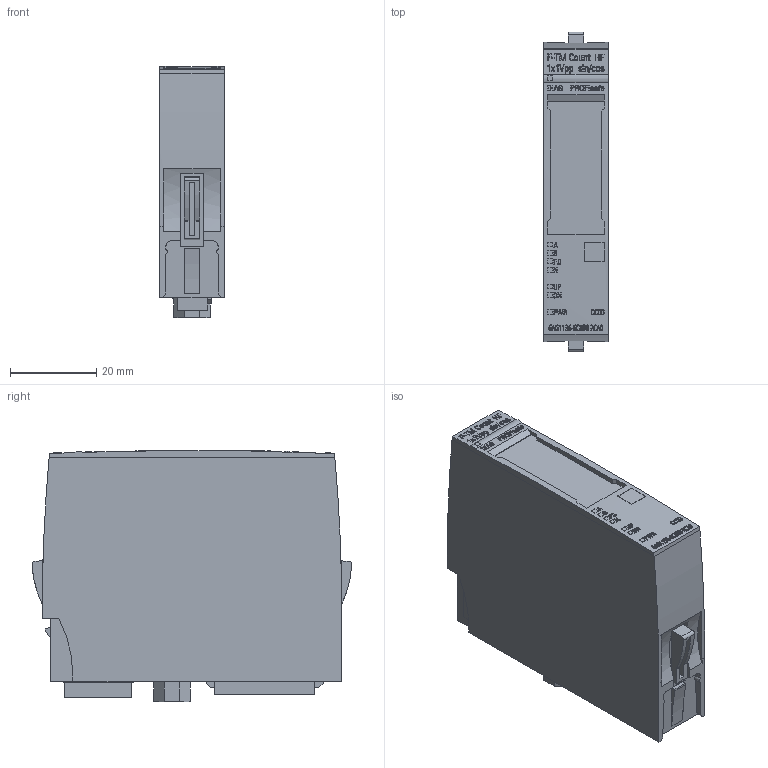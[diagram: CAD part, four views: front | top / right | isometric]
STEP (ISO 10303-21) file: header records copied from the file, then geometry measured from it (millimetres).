
FILE_DESCRIPTION(/* description */ (''),/* implementation_level */ '2;1');
FILE_NAME(/* name */ '6AG1136-6CB00-2CA0_3d.stp',/* time_stamp */ '2024-12-02T04:05:21+01:00',/* author */ (''),/* organization */ (''),/* preprocessor_version */ 'ST-DEVELOPER v18.102',/* originating_system */ 'SIEMENS PLM Software NX 2023',/* authorisation */ '');
FILE_SCHEMA (('AUTOMOTIVE_DESIGN { 1 0 10303 214 3 1 1 1 }'));
Products named in the file (3): A5E54232768A_RS-AA_001_1-labeling; A5E50647180A_RS-AA_002_1-box; A5E54232756A_RS-AA_001_1-CAx_ 6AG11366CB002CA0
Assembly tree (2 placements, depth 2):
  A5E54232756A_RS-AA_001_1-CAx_ 6AG11366CB002CA0
    A5E50647180A_RS-AA_002_1-box
    A5E54232768A_RS-AA_001_1-labeling
Bounding box: 15 x 74 x 58.11 mm (x, y, z)
Volume: 21543.4 mm3; surface area: 30596.6 mm2
Topology: 75 solids, 75 shells, 1458 faces, 3679 edges, 2448 vertices
Faces by surface type: plane 890, extrusion 388, cylinder 180
Entity records: 65798 total; most frequent: CARTESIAN_POINT 22676, ORIENTED_EDGE 7352, DIRECTION 5989, EDGE_CURVE 3676, VECTOR 2743, VERTEX_POINT 2448, LINE 2355, AXIS2_PLACEMENT_3D 1623
